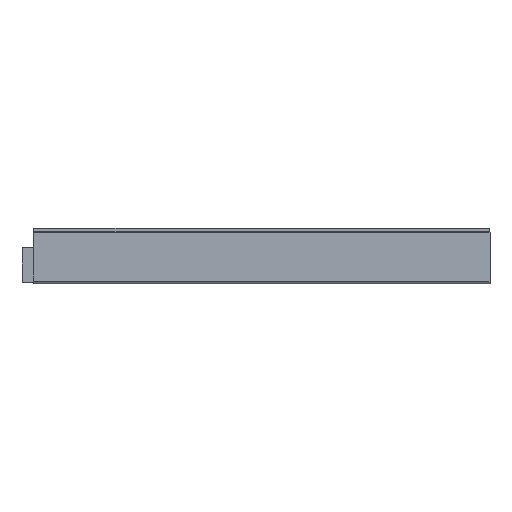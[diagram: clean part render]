
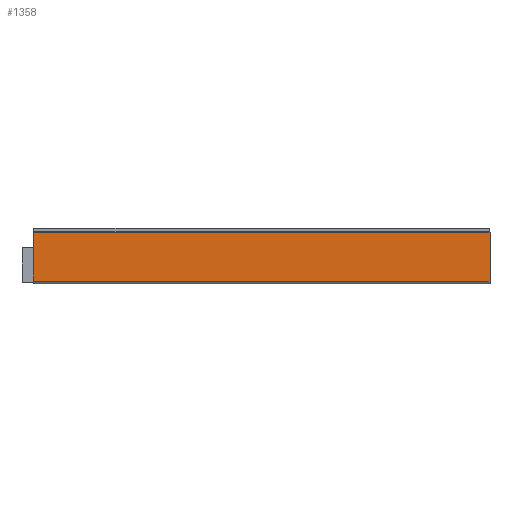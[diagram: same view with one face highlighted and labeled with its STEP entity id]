
A CAD part, top view. The second image highlights one B-rep face of the part: STEP entity #1358.
In plain terms, the highlighted planar face has unit normal (0, 0, 1).
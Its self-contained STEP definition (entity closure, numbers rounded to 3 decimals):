
#22 = CARTESIAN_POINT ( 'NONE',  ( 117.2, 0.7, 0. ) ) ;
#149 = CARTESIAN_POINT ( 'NONE',  ( -2., 13.4, 0. ) ) ;
#258 = DIRECTION ( 'NONE',  ( -1., 0., 0. ) ) ;
#315 = ORIENTED_EDGE ( 'NONE', *, *, #1567, .T. ) ;
#333 = CARTESIAN_POINT ( 'NONE',  ( -2., 0.7, 0. ) ) ;
#428 = VERTEX_POINT ( 'NONE', #149 ) ;
#431 = DIRECTION ( 'NONE',  ( 0., 1., 0. ) ) ;
#455 = PLANE ( 'NONE',  #1217 ) ;
#573 = VERTEX_POINT ( 'NONE', #333 ) ;
#620 = CARTESIAN_POINT ( 'NONE',  ( -2., 0., 0. ) ) ;
#630 = CARTESIAN_POINT ( 'NONE',  ( -2., 13.4, 0. ) ) ;
#635 = LINE ( 'NONE', #1476, #1416 ) ;
#699 = VERTEX_POINT ( 'NONE', #22 ) ;
#735 = EDGE_CURVE ( 'NONE', #573, #699, #1608, .T. ) ;
#766 = VECTOR ( 'NONE', #258, 1000. ) ;
#799 = ORIENTED_EDGE ( 'NONE', *, *, #735, .T. ) ;
#843 = EDGE_CURVE ( 'NONE', #428, #573, #1480, .T. ) ;
#924 = VERTEX_POINT ( 'NONE', #1321 ) ;
#965 = VECTOR ( 'NONE', #1068, 1000. ) ;
#1068 = DIRECTION ( 'NONE',  ( 1., 0., 0. ) ) ;
#1094 = ORIENTED_EDGE ( 'NONE', *, *, #1418, .T. ) ;
#1132 = FACE_OUTER_BOUND ( 'NONE', #1209, .T. ) ;
#1189 = DIRECTION ( 'NONE',  ( -1., 0., 0. ) ) ;
#1209 = EDGE_LOOP ( 'NONE', ( #799, #1094, #315, #1590 ) ) ;
#1217 = AXIS2_PLACEMENT_3D ( 'NONE', #1888, #2236, #1189 ) ;
#1321 = CARTESIAN_POINT ( 'NONE',  ( 117.2, 13.4, 0. ) ) ;
#1358 = ADVANCED_FACE ( 'NONE', ( #1132 ), #455, .F. ) ;
#1416 = VECTOR ( 'NONE', #431, 1000. ) ;
#1418 = EDGE_CURVE ( 'NONE', #699, #924, #635, .T. ) ;
#1476 = CARTESIAN_POINT ( 'NONE',  ( 117.2, 0., 0. ) ) ;
#1480 = LINE ( 'NONE', #620, #1701 ) ;
#1567 = EDGE_CURVE ( 'NONE', #924, #428, #1733, .T. ) ;
#1590 = ORIENTED_EDGE ( 'NONE', *, *, #843, .T. ) ;
#1608 = LINE ( 'NONE', #2161, #965 ) ;
#1701 = VECTOR ( 'NONE', #2230, 1000. ) ;
#1733 = LINE ( 'NONE', #630, #766 ) ;
#1888 = CARTESIAN_POINT ( 'NONE',  ( 0., 0., 0. ) ) ;
#2161 = CARTESIAN_POINT ( 'NONE',  ( -2., 0.7, 0. ) ) ;
#2230 = DIRECTION ( 'NONE',  ( 0., -1., 0. ) ) ;
#2236 = DIRECTION ( 'NONE',  ( 0., 0., -1. ) ) ;
